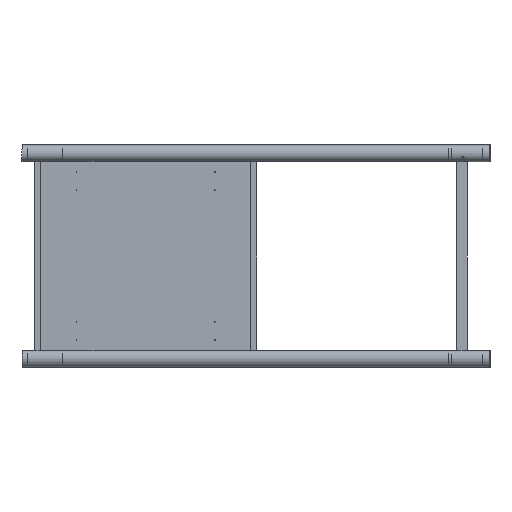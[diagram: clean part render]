
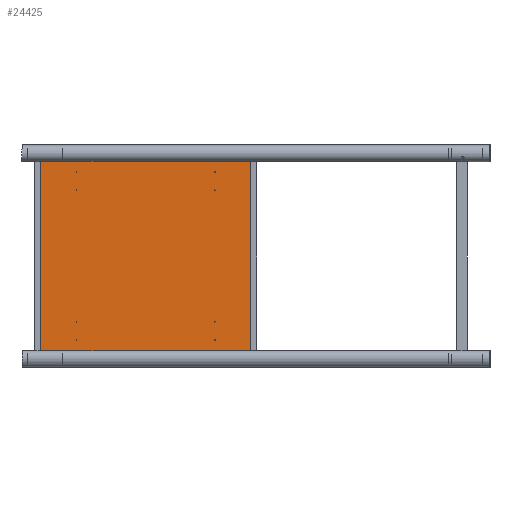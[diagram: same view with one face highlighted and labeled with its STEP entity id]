
A CAD part, left-side view. The second image highlights one B-rep face of the part: STEP entity #24425.
In plain terms, the highlighted planar face has unit normal (-1, 0, 0).
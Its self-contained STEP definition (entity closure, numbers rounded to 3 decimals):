
#1278=PLANE('',#25789);
#1984=FACE_OUTER_BOUND('',#3306,.T.);
#3306=EDGE_LOOP('',(#15508,#15509,#15510,#15511));
#5824=LINE('',#34615,#7582);
#5829=LINE('',#34636,#7587);
#5854=LINE('',#34730,#7612);
#5855=LINE('',#34732,#7613);
#7582=VECTOR('',#28115,0.394);
#7587=VECTOR('',#28132,0.394);
#7612=VECTOR('',#28239,0.394);
#7613=VECTOR('',#28242,0.394);
#9340=VERTEX_POINT('',#34613);
#9341=VERTEX_POINT('',#34614);
#9350=VERTEX_POINT('',#34633);
#9351=VERTEX_POINT('',#34635);
#11760=EDGE_CURVE('',#9340,#9341,#5824,.T.);
#11770=EDGE_CURVE('',#9351,#9350,#5829,.T.);
#11814=EDGE_CURVE('',#9341,#9351,#5854,.T.);
#11815=EDGE_CURVE('',#9340,#9350,#5855,.T.);
#15508=ORIENTED_EDGE('',*,*,#11760,.T.);
#15509=ORIENTED_EDGE('',*,*,#11814,.T.);
#15510=ORIENTED_EDGE('',*,*,#11770,.T.);
#15511=ORIENTED_EDGE('',*,*,#11815,.F.);
#24425=ADVANCED_FACE('',(#1984),#1278,.T.);
#25789=AXIS2_PLACEMENT_3D('',#34731,#28240,#28241);
#28115=DIRECTION('',(0.,-1.,0.));
#28132=DIRECTION('',(0.,1.,0.));
#28239=DIRECTION('',(0.,0.,1.));
#28240=DIRECTION('center_axis',(-1.,0.,0.));
#28241=DIRECTION('ref_axis',(0.,-1.,0.));
#28242=DIRECTION('',(0.,0.,1.));
#34613=CARTESIAN_POINT('',(-35.787,12.906,-6.528));
#34614=CARTESIAN_POINT('',(-35.787,-1.583,-6.528));
#34615=CARTESIAN_POINT('',(-35.787,12.906,-6.528));
#34633=CARTESIAN_POINT('',(-35.787,12.906,6.528));
#34635=CARTESIAN_POINT('',(-35.787,-1.583,6.528));
#34636=CARTESIAN_POINT('',(-35.787,12.906,6.528));
#34730=CARTESIAN_POINT('',(-35.787,-1.583,-7.087));
#34731=CARTESIAN_POINT('Origin',(-35.787,12.906,-7.087));
#34732=CARTESIAN_POINT('',(-35.787,12.906,-7.087));
